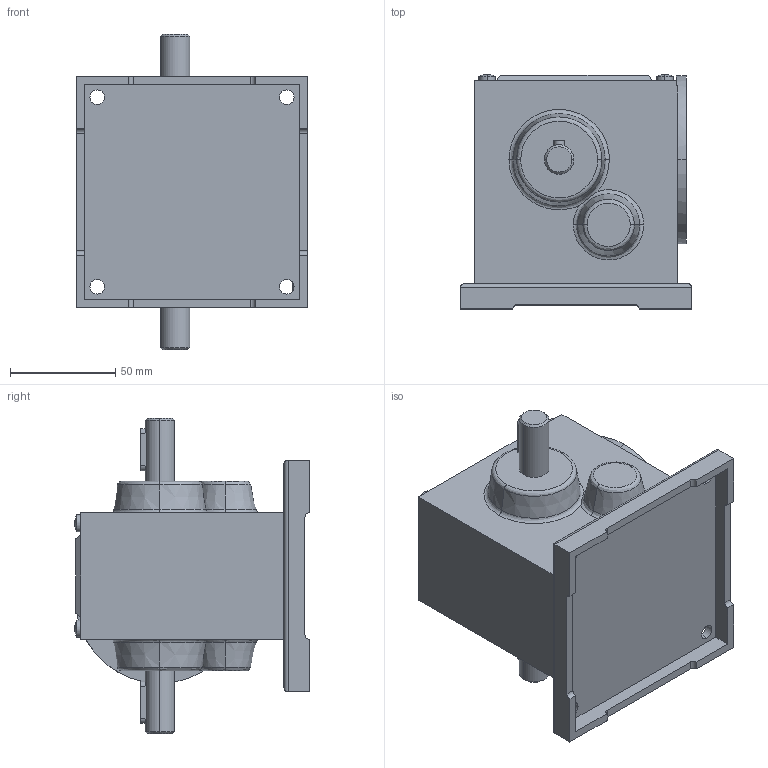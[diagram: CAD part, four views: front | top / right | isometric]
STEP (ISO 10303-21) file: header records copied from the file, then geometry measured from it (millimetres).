
FILE_DESCRIPTION (( 'STEP AP203' ), '1' );
FILE_NAME ('Z14.STEP', '2013-12-10T08:39:09', ( 'kob' ), ( 'Microsoft' ), 'SwSTEP 2.0', 'SolidWorks 2012', '' );
FILE_SCHEMA (( 'CONFIG_CONTROL_DESIGN' ));
Length unit declared in the file: millimetre
Products named in the file (1): Z14
Bounding box: 110 x 111.38 x 150 mm (x, y, z)
Volume: 703646.3 mm3; surface area: 76063.6 mm2
Topology: 1 solids, 1 shells, 178 faces, 445 edges, 285 vertices
Faces by surface type: cylinder 72, plane 70, bspline 24, cone 12
Entity records: 6256 total; most frequent: CARTESIAN_POINT 2026, ORIENTED_EDGE 890, DIRECTION 838, EDGE_CURVE 445, AXIS2_PLACEMENT_3D 314, VERTEX_POINT 285, VECTOR 210, LINE 210
